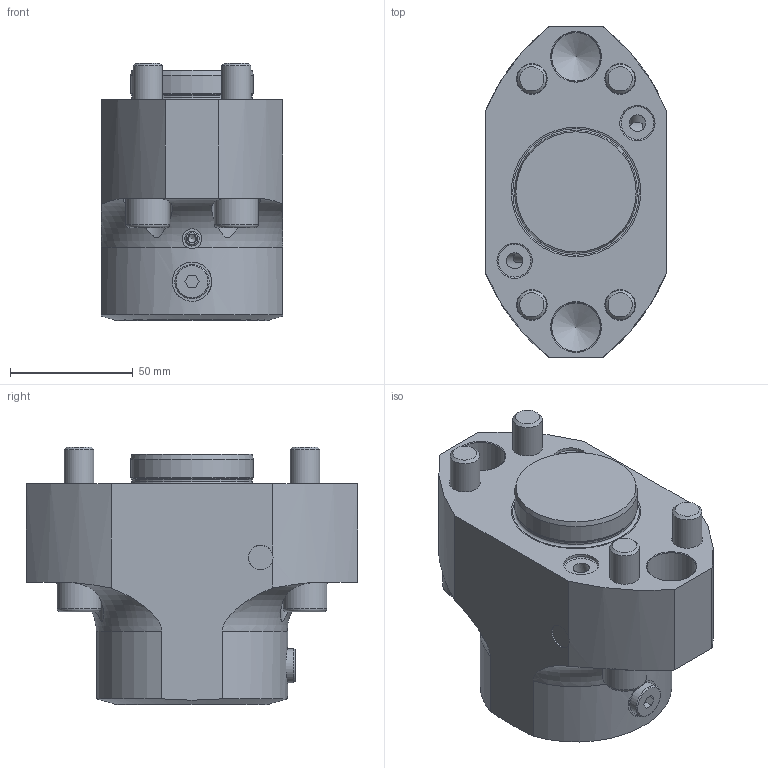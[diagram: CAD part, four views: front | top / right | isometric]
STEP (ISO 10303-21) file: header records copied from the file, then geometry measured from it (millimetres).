
FILE_DESCRIPTION(/* description */ (''),/* implementation_level */ '2;1');
FILE_NAME(/* name */ '1536583130063.stp',/* time_stamp */ '2018-09-10T18:09:14+06:00',/* author */ (''),/* organization */ ('SMS'),/* preprocessor_version */ 'ST-DEVELOPER v15',/* originating_system */ 'SIEMENS PLM Software NX 8.5',/* authorisation */ '');
FILE_SCHEMA (('AUTOMOTIVE_DESIGN { 1 0 10303 214 3 1 1 1 }'));
Length unit declared in the file: millimetre
Products named in the file (1): 201722374mod000_00
Bounding box: 74 x 135 x 105 mm (x, y, z)
Volume: 549486.7 mm3; surface area: 76301.2 mm2
Topology: 1 solids, 2 shells, 230 faces, 547 edges, 339 vertices
Faces by surface type: plane 78, cylinder 64, cone 59, torus 20, bspline 6, sphere 2, extrusion 1
Full cylindrical faces by diameter (mm): 3.85 x1, 3.962 x1, 4 x1, 5 x1, 6 x1, 6.5 x6, 8 x3, 8.025 x1, 8.7 x2, 10.025 x1, 12 x4, 12.5 x4, 14 x1, 14.355 x2, 16 x1, 17.865 x4, 19.7 x2, 20.011 x2, 49 x1, 50.008 x1, 63 x1
Entity records: 15281 total; most frequent: CARTESIAN_POINT 10832, DIRECTION 895, ORIENTED_EDGE 782, AXIS2_PLACEMENT_3D 403, EDGE_CURVE 391, EDGE_LOOP 343, VERTEX_POINT 283, FACE_BOUND 231
